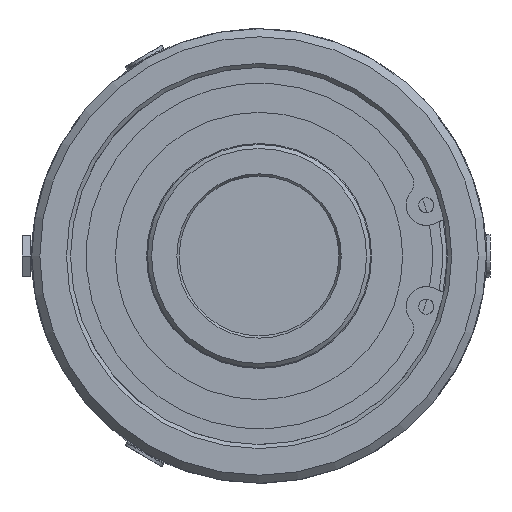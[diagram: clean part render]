
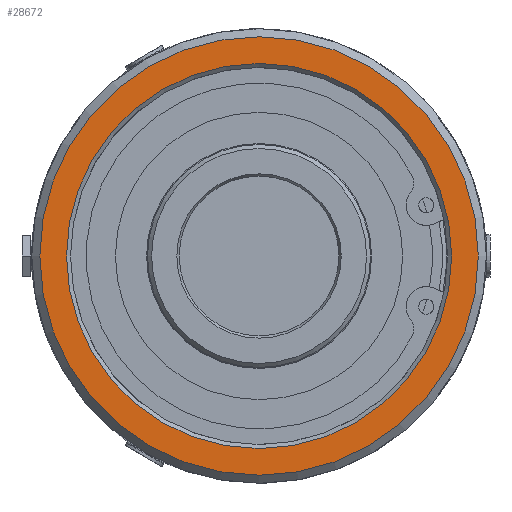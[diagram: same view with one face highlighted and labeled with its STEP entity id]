
A CAD part, left-side view. The second image highlights one B-rep face of the part: STEP entity #28672.
In plain terms, the highlighted planar face has unit normal (-1, 0, 0).
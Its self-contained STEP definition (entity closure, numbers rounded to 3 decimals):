
#240=FACE_BOUND('',#8538,.T.);
#863=PLANE('',#30428);
#6790=FACE_OUTER_BOUND('',#8537,.T.);
#8537=EDGE_LOOP('',(#26449));
#8538=EDGE_LOOP('',(#26450));
#9453=CIRCLE('',#30424,43.65);
#9456=CIRCLE('',#30429,38.34);
#13784=VERTEX_POINT('',#65327);
#13787=VERTEX_POINT('',#65337);
#18013=EDGE_CURVE('',#13784,#13784,#9453,.T.);
#18018=EDGE_CURVE('',#13787,#13787,#9456,.T.);
#26449=ORIENTED_EDGE('',*,*,#18013,.F.);
#26450=ORIENTED_EDGE('',*,*,#18018,.F.);
#28672=ADVANCED_FACE('',(#6790,#240),#863,.F.);
#30424=AXIS2_PLACEMENT_3D('',#65328,#35671,#35672);
#30428=AXIS2_PLACEMENT_3D('',#65336,#35681,#35682);
#30429=AXIS2_PLACEMENT_3D('',#65338,#35683,#35684);
#35671=DIRECTION('center_axis',(1.,0.,0.));
#35672=DIRECTION('ref_axis',(0.,1.,0.));
#35681=DIRECTION('center_axis',(1.,0.,0.));
#35682=DIRECTION('ref_axis',(0.,0.,-1.));
#35683=DIRECTION('center_axis',(-1.,0.,0.));
#35684=DIRECTION('ref_axis',(0.,-1.,0.));
#65327=CARTESIAN_POINT('',(-6.8,-43.65,0.));
#65328=CARTESIAN_POINT('Origin',(-6.8,0.,0.));
#65336=CARTESIAN_POINT('Origin',(-6.8,47.988,0.));
#65337=CARTESIAN_POINT('',(-6.8,38.34,0.));
#65338=CARTESIAN_POINT('Origin',(-6.8,0.,0.));
